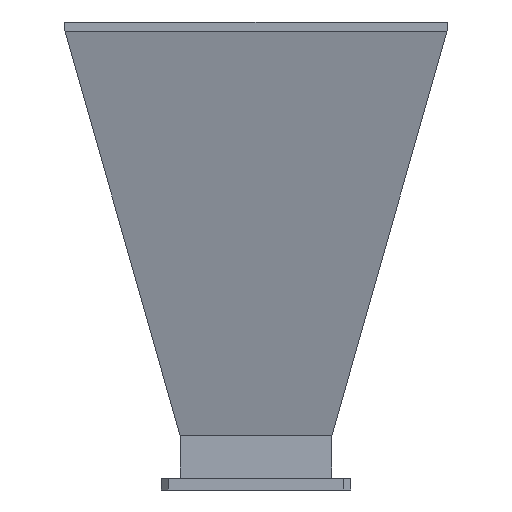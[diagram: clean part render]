
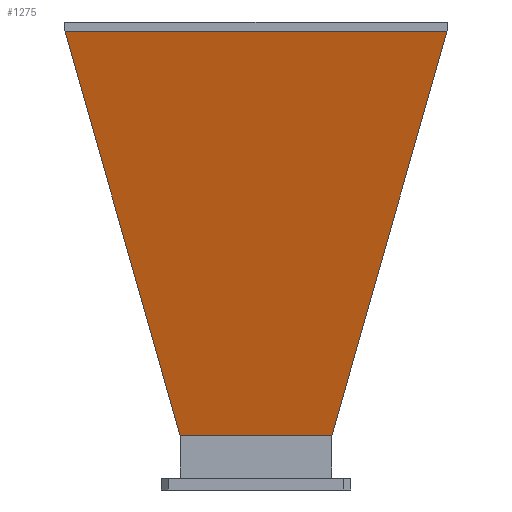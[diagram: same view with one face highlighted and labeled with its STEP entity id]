
A CAD part, left-side view. The second image highlights one B-rep face of the part: STEP entity #1275.
In plain terms, the highlighted planar face has unit normal (-0.972, 0, -0.235).
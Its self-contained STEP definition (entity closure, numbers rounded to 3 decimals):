
#60 = PLANE ( 'NONE',  #816 ) ;
#91 = CARTESIAN_POINT ( 'NONE',  ( -58.802, 80.761, 220.372 ) ) ;
#104 = CARTESIAN_POINT ( 'NONE',  ( -58.802, 0., 220.372 ) ) ;
#115 = LINE ( 'NONE', #1763, #1507 ) ;
#168 = VERTEX_POINT ( 'NONE', #1610 ) ;
#205 = DIRECTION ( 'NONE',  ( -0.235, 0., 0.972 ) ) ;
#267 = EDGE_CURVE ( 'NONE', #663, #168, #1762, .T. ) ;
#391 = DIRECTION ( 'NONE',  ( 0., 1., 0. ) ) ;
#419 = VERTEX_POINT ( 'NONE', #91 ) ;
#454 = ORIENTED_EDGE ( 'NONE', *, *, #1131, .T. ) ;
#467 = CARTESIAN_POINT ( 'NONE',  ( -17.54, 32.103, 49.643 ) ) ;
#500 = DIRECTION ( 'NONE',  ( 0.226, -0.267, -0.937 ) ) ;
#560 = CARTESIAN_POINT ( 'NONE',  ( -17.54, 0., 49.643 ) ) ;
#620 = LINE ( 'NONE', #867, #662 ) ;
#662 = VECTOR ( 'NONE', #1584, 1000. ) ;
#663 = VERTEX_POINT ( 'NONE', #467 ) ;
#666 = VECTOR ( 'NONE', #391, 1000. ) ;
#770 = ORIENTED_EDGE ( 'NONE', *, *, #1006, .T. ) ;
#789 = VERTEX_POINT ( 'NONE', #1728 ) ;
#816 = AXIS2_PLACEMENT_3D ( 'NONE', #1283, #1424, #205 ) ;
#867 = CARTESIAN_POINT ( 'NONE',  ( -17.54, -32.103, 49.643 ) ) ;
#1006 = EDGE_CURVE ( 'NONE', #168, #789, #620, .T. ) ;
#1023 = FACE_OUTER_BOUND ( 'NONE', #1630, .T. ) ;
#1124 = DIRECTION ( 'NONE',  ( 0., -1., 0. ) ) ;
#1131 = EDGE_CURVE ( 'NONE', #419, #663, #115, .T. ) ;
#1275 = ADVANCED_FACE ( 'NONE', ( #1023 ), #60, .T. ) ;
#1279 = ORIENTED_EDGE ( 'NONE', *, *, #1653, .T. ) ;
#1283 = CARTESIAN_POINT ( 'NONE',  ( -38.544, 0., 136.55 ) ) ;
#1332 = LINE ( 'NONE', #104, #666 ) ;
#1384 = ORIENTED_EDGE ( 'NONE', *, *, #267, .T. ) ;
#1424 = DIRECTION ( 'NONE',  ( -0.972, 0., -0.235 ) ) ;
#1507 = VECTOR ( 'NONE', #500, 1000. ) ;
#1584 = DIRECTION ( 'NONE',  ( -0.226, -0.267, 0.937 ) ) ;
#1610 = CARTESIAN_POINT ( 'NONE',  ( -17.54, -32.103, 49.643 ) ) ;
#1630 = EDGE_LOOP ( 'NONE', ( #1384, #770, #1279, #454 ) ) ;
#1640 = VECTOR ( 'NONE', #1124, 1000. ) ;
#1653 = EDGE_CURVE ( 'NONE', #789, #419, #1332, .T. ) ;
#1728 = CARTESIAN_POINT ( 'NONE',  ( -58.802, -80.761, 220.372 ) ) ;
#1762 = LINE ( 'NONE', #560, #1640 ) ;
#1763 = CARTESIAN_POINT ( 'NONE',  ( -58.802, 80.761, 220.372 ) ) ;
